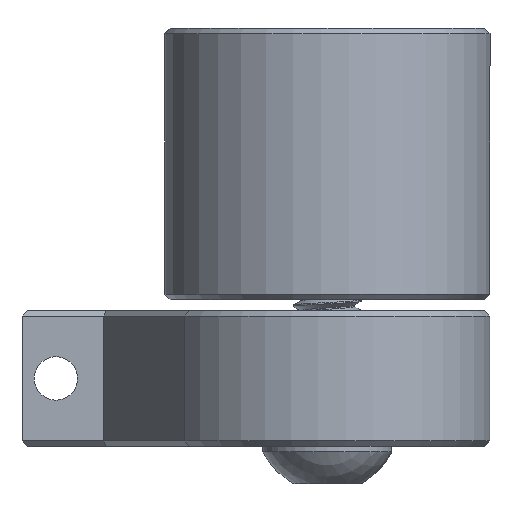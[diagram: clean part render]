
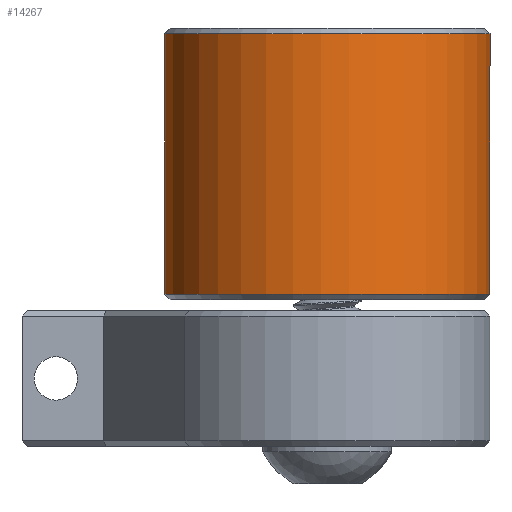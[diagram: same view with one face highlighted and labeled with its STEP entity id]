
A CAD part, left-side view. The second image highlights one B-rep face of the part: STEP entity #14267.
In plain terms, the highlighted cylindrical face has radius 12 mm (diameter 24 mm), a partial arc.
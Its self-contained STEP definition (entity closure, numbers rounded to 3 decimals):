
#11=ELLIPSE('',#15596,20.921,12.);
#12=ELLIPSE('',#15597,20.921,12.);
#1822=LINE('',#25103,#2331);
#2331=VECTOR('',#18002,10.);
#2746=CYLINDRICAL_SURFACE('',#15594,12.);
#3214=FACE_OUTER_BOUND('',#4127,.T.);
#4127=EDGE_LOOP('',(#10725,#10726,#10727,#10728,#10729));
#5090=CIRCLE('',#15588,12.);
#5092=CIRCLE('',#15595,12.);
#6070=VERTEX_POINT('',#25067);
#6071=VERTEX_POINT('',#25068);
#6080=VERTEX_POINT('',#25102);
#6081=VERTEX_POINT('',#25104);
#6082=VERTEX_POINT('',#25106);
#7786=EDGE_CURVE('',#6070,#6071,#5090,.T.);
#7801=EDGE_CURVE('',#6080,#6070,#1822,.T.);
#7802=EDGE_CURVE('',#6081,#6080,#5092,.T.);
#7803=EDGE_CURVE('',#6081,#6082,#11,.T.);
#7804=EDGE_CURVE('',#6082,#6071,#12,.T.);
#10725=ORIENTED_EDGE('',*,*,#7786,.F.);
#10726=ORIENTED_EDGE('',*,*,#7801,.F.);
#10727=ORIENTED_EDGE('',*,*,#7802,.F.);
#10728=ORIENTED_EDGE('',*,*,#7803,.T.);
#10729=ORIENTED_EDGE('',*,*,#7804,.T.);
#14267=ADVANCED_FACE('',(#3214),#2746,.T.);
#15588=AXIS2_PLACEMENT_3D('',#25069,#17977,#17978);
#15594=AXIS2_PLACEMENT_3D('',#25101,#18000,#18001);
#15595=AXIS2_PLACEMENT_3D('',#25105,#18003,#18004);
#15596=AXIS2_PLACEMENT_3D('',#25107,#18005,#18006);
#15597=AXIS2_PLACEMENT_3D('',#25108,#18007,#18008);
#17977=DIRECTION('center_axis',(0.,0.,1.));
#17978=DIRECTION('ref_axis',(-1.,0.,0.));
#18000=DIRECTION('center_axis',(0.,0.,1.));
#18001=DIRECTION('ref_axis',(-0.954,-0.3,0.));
#18002=DIRECTION('',(0.,0.,1.));
#18003=DIRECTION('center_axis',(0.,0.,-1.));
#18004=DIRECTION('ref_axis',(-1.,0.,0.));
#18005=DIRECTION('center_axis',(0.,-0.819,
-0.574));
#18006=DIRECTION('ref_axis',(0.,0.574,-0.819));
#18007=DIRECTION('center_axis',(0.,-0.819,0.574));
#18008=DIRECTION('ref_axis',(0.,0.574,0.819));
#25067=CARTESIAN_POINT('',(9.367,7.5,45.6));
#25068=CARTESIAN_POINT('',(11.975,-0.78,45.6));
#25069=CARTESIAN_POINT('Origin',(0.,0.,45.6));
#25101=CARTESIAN_POINT('Origin',(0.,0.,26.));
#25102=CARTESIAN_POINT('',(9.367,7.5,26.4));
#25103=CARTESIAN_POINT('',(9.367,7.5,26.));
#25104=CARTESIAN_POINT('',(11.975,-0.78,26.4));
#25105=CARTESIAN_POINT('Origin',(0.,0.,26.4));
#25106=CARTESIAN_POINT('',(9.366,-7.502,36.));
#25107=CARTESIAN_POINT('Origin',(0.,0.,25.286));
#25108=CARTESIAN_POINT('Origin',(0.,0.,46.714));
